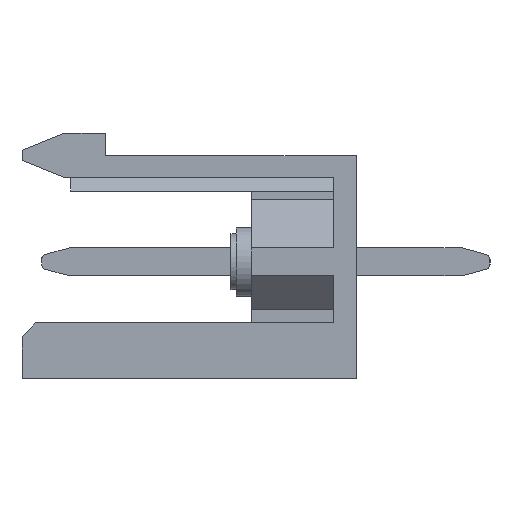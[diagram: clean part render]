
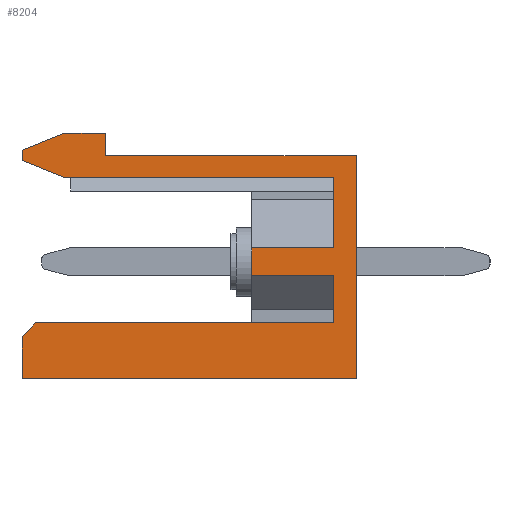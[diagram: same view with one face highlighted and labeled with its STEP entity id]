
A CAD part, left-side view. The second image highlights one B-rep face of the part: STEP entity #8204.
In plain terms, the highlighted planar face has unit normal (-1, 0, 0).
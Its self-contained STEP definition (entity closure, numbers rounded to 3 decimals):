
#166 = CARTESIAN_POINT ( 'NONE',  ( 0., 0., 0. ) ) ;
#274 = ORIENTED_EDGE ( 'NONE', *, *, #18559, .F. ) ;
#441 = ORIENTED_EDGE ( 'NONE', *, *, #21810, .T. ) ;
#577 = CARTESIAN_POINT ( 'NONE',  ( 0., 3.75, -3.31 ) ) ;
#770 = CARTESIAN_POINT ( 'NONE',  ( 0., 12., -0.17 ) ) ;
#781 = VECTOR ( 'NONE', #14669, 1000. ) ;
#847 = CARTESIAN_POINT ( 'NONE',  ( 0., 12., 0.2 ) ) ;
#923 = ORIENTED_EDGE ( 'NONE', *, *, #12887, .F. ) ;
#1004 = CARTESIAN_POINT ( 'NONE',  ( 0., 0.8, -0.77 ) ) ;
#1372 = LINE ( 'NONE', #16252, #781 ) ;
#1669 = EDGE_CURVE ( 'NONE', #17063, #18075, #15305, .T. ) ;
#1846 = EDGE_CURVE ( 'NONE', #3269, #3286, #11565, .T. ) ;
#1856 = EDGE_CURVE ( 'NONE', #13141, #12606, #19911, .T. ) ;
#2540 = ORIENTED_EDGE ( 'NONE', *, *, #7349, .F. ) ;
#2763 = ORIENTED_EDGE ( 'NONE', *, *, #4586, .T. ) ;
#3064 = ORIENTED_EDGE ( 'NONE', *, *, #8275, .T. ) ;
#3140 = LINE ( 'NONE', #9382, #12193 ) ;
#3269 = VERTEX_POINT ( 'NONE', #9342 ) ;
#3286 = VERTEX_POINT ( 'NONE', #9387 ) ;
#3351 = AXIS2_PLACEMENT_3D ( 'NONE', #3978, #4169, #4260 ) ;
#3652 = LINE ( 'NONE', #19992, #12669 ) ;
#3722 = PLANE ( 'NONE',  #3351 ) ;
#3846 = ORIENTED_EDGE ( 'NONE', *, *, #20665, .F. ) ;
#3853 = VECTOR ( 'NONE', #10137, 1000. ) ;
#3978 = CARTESIAN_POINT ( 'NONE',  ( 0., 0., 0. ) ) ;
#4025 = DIRECTION ( 'NONE',  ( 0., 0.928, 0.371 ) ) ;
#4169 = DIRECTION ( 'NONE',  ( 1., 0., 0. ) ) ;
#4260 = DIRECTION ( 'NONE',  ( 0., 0., -1. ) ) ;
#4575 = CARTESIAN_POINT ( 'NONE',  ( 0., 10.5, 0.8 ) ) ;
#4586 = EDGE_CURVE ( 'NONE', #22225, #12151, #5503, .T. ) ;
#5503 = LINE ( 'NONE', #11898, #13840 ) ;
#5506 = EDGE_CURVE ( 'NONE', #18075, #18153, #3140, .T. ) ;
#5628 = CARTESIAN_POINT ( 'NONE',  ( 0., 9.01, 0. ) ) ;
#5723 = VECTOR ( 'NONE', #12067, 1000. ) ;
#5792 = CARTESIAN_POINT ( 'NONE',  ( 0., 3.75, -3.31 ) ) ;
#5897 = VECTOR ( 'NONE', #21478, 1000. ) ;
#6503 = VECTOR ( 'NONE', #14518, 1000. ) ;
#6659 = CARTESIAN_POINT ( 'NONE',  ( 0., 0.8, -4.31 ) ) ;
#6778 = VECTOR ( 'NONE', #20047, 1000. ) ;
#6875 = CARTESIAN_POINT ( 'NONE',  ( 0., 12., -6.5 ) ) ;
#7072 = VECTOR ( 'NONE', #17691, 1000. ) ;
#7318 = CARTESIAN_POINT ( 'NONE',  ( 0., 3.75, -4.31 ) ) ;
#7349 = EDGE_CURVE ( 'NONE', #13280, #17063, #10743, .T. ) ;
#7443 = CARTESIAN_POINT ( 'NONE',  ( 0., 9.01, 0.8 ) ) ;
#7908 = ORIENTED_EDGE ( 'NONE', *, *, #14004, .F. ) ;
#7950 = VECTOR ( 'NONE', #13411, 1000. ) ;
#8124 = DIRECTION ( 'NONE',  ( 0., -0.928, 0.371 ) ) ;
#8204 = ADVANCED_FACE ( 'NONE', ( #15240 ), #3722, .F. ) ;
#8275 = EDGE_CURVE ( 'NONE', #19201, #22225, #14484, .T. ) ;
#8446 = ORIENTED_EDGE ( 'NONE', *, *, #13485, .F. ) ;
#9095 = LINE ( 'NONE', #11722, #21928 ) ;
#9280 = DIRECTION ( 'NONE',  ( 0., 0., 1. ) ) ;
#9342 = CARTESIAN_POINT ( 'NONE',  ( 0., 10.5, 0.8 ) ) ;
#9382 = CARTESIAN_POINT ( 'NONE',  ( 0., 12., -8. ) ) ;
#9387 = CARTESIAN_POINT ( 'NONE',  ( 0., 9.01, 0.8 ) ) ;
#9451 = CARTESIAN_POINT ( 'NONE',  ( 0., 11.5, -6. ) ) ;
#9544 = ORIENTED_EDGE ( 'NONE', *, *, #15343, .F. ) ;
#10026 = VECTOR ( 'NONE', #14934, 1000. ) ;
#10137 = DIRECTION ( 'NONE',  ( 0., 0., 1. ) ) ;
#10743 = LINE ( 'NONE', #166, #5897 ) ;
#10773 = VECTOR ( 'NONE', #14361, 1000. ) ;
#10904 = CARTESIAN_POINT ( 'NONE',  ( 0., 0.8, -6. ) ) ;
#11076 = EDGE_CURVE ( 'NONE', #12054, #12151, #15108, .T. ) ;
#11565 = LINE ( 'NONE', #4575, #6778 ) ;
#11568 = ORIENTED_EDGE ( 'NONE', *, *, #5506, .F. ) ;
#11722 = CARTESIAN_POINT ( 'NONE',  ( 0., 11.5, -6. ) ) ;
#11771 = DIRECTION ( 'NONE',  ( 0., -1., 0. ) ) ;
#11784 = CARTESIAN_POINT ( 'NONE',  ( 0., 12., -0.17 ) ) ;
#11842 = LINE ( 'NONE', #10904, #7072 ) ;
#11898 = CARTESIAN_POINT ( 'NONE',  ( 0., 3.75, -4.31 ) ) ;
#11920 = ORIENTED_EDGE ( 'NONE', *, *, #1846, .F. ) ;
#11941 = CARTESIAN_POINT ( 'NONE',  ( 0., 0.8, -0.77 ) ) ;
#12015 = EDGE_CURVE ( 'NONE', #12606, #3269, #3652, .T. ) ;
#12054 = VERTEX_POINT ( 'NONE', #18492 ) ;
#12067 = DIRECTION ( 'NONE',  ( 0., 0., 1. ) ) ;
#12075 = ORIENTED_EDGE ( 'NONE', *, *, #11076, .F. ) ;
#12151 = VERTEX_POINT ( 'NONE', #6659 ) ;
#12193 = VECTOR ( 'NONE', #9280, 1000. ) ;
#12345 = ORIENTED_EDGE ( 'NONE', *, *, #1669, .F. ) ;
#12380 = VERTEX_POINT ( 'NONE', #17781 ) ;
#12477 = VERTEX_POINT ( 'NONE', #19758 ) ;
#12606 = VERTEX_POINT ( 'NONE', #847 ) ;
#12626 = VECTOR ( 'NONE', #4025, 1000. ) ;
#12669 = VECTOR ( 'NONE', #8124, 1000. ) ;
#12841 = VERTEX_POINT ( 'NONE', #15728 ) ;
#12887 = EDGE_CURVE ( 'NONE', #13502, #12054, #11842, .T. ) ;
#13141 = VERTEX_POINT ( 'NONE', #11784 ) ;
#13280 = VERTEX_POINT ( 'NONE', #18849 ) ;
#13411 = DIRECTION ( 'NONE',  ( 0., 0., 1. ) ) ;
#13425 = VERTEX_POINT ( 'NONE', #5628 ) ;
#13461 = DIRECTION ( 'NONE',  ( 0., 0.707, -0.707 ) ) ;
#13485 = EDGE_CURVE ( 'NONE', #12841, #13141, #16555, .T. ) ;
#13502 = VERTEX_POINT ( 'NONE', #9451 ) ;
#13522 = LINE ( 'NONE', #21138, #21734 ) ;
#13840 = VECTOR ( 'NONE', #11771, 1000. ) ;
#13842 = CARTESIAN_POINT ( 'NONE',  ( 0., 12., -8. ) ) ;
#14004 = EDGE_CURVE ( 'NONE', #3286, #13425, #16322, .T. ) ;
#14361 = DIRECTION ( 'NONE',  ( 0., 1., 0. ) ) ;
#14484 = LINE ( 'NONE', #21375, #18344 ) ;
#14518 = DIRECTION ( 'NONE',  ( 0., 0., -1. ) ) ;
#14618 = LINE ( 'NONE', #577, #10026 ) ;
#14669 = DIRECTION ( 'NONE',  ( 0., -1., 0. ) ) ;
#14682 = CARTESIAN_POINT ( 'NONE',  ( 0., 12., -0.17 ) ) ;
#14934 = DIRECTION ( 'NONE',  ( 0., -1., 0. ) ) ;
#15108 = LINE ( 'NONE', #11941, #5723 ) ;
#15240 = FACE_OUTER_BOUND ( 'NONE', #20365, .T. ) ;
#15305 = LINE ( 'NONE', #22503, #10773 ) ;
#15343 = EDGE_CURVE ( 'NONE', #12380, #12477, #22133, .T. ) ;
#15728 = CARTESIAN_POINT ( 'NONE',  ( 0., 10.5, -0.77 ) ) ;
#16252 = CARTESIAN_POINT ( 'NONE',  ( 0., 9.01, 0. ) ) ;
#16322 = LINE ( 'NONE', #7443, #6503 ) ;
#16555 = LINE ( 'NONE', #14682, #12626 ) ;
#17063 = VERTEX_POINT ( 'NONE', #20819 ) ;
#17691 = DIRECTION ( 'NONE',  ( 0., -1., 0. ) ) ;
#17781 = CARTESIAN_POINT ( 'NONE',  ( 0., 0.8, -3.31 ) ) ;
#17894 = DIRECTION ( 'NONE',  ( 0., 1., 0. ) ) ;
#18075 = VERTEX_POINT ( 'NONE', #13842 ) ;
#18153 = VERTEX_POINT ( 'NONE', #6875 ) ;
#18344 = VECTOR ( 'NONE', #21446, 1000. ) ;
#18492 = CARTESIAN_POINT ( 'NONE',  ( 0., 0.8, -6. ) ) ;
#18559 = EDGE_CURVE ( 'NONE', #19201, #12380, #14618, .T. ) ;
#18849 = CARTESIAN_POINT ( 'NONE',  ( 0., 0., 0. ) ) ;
#19201 = VERTEX_POINT ( 'NONE', #5792 ) ;
#19758 = CARTESIAN_POINT ( 'NONE',  ( 0., 0.8, -0.77 ) ) ;
#19864 = ORIENTED_EDGE ( 'NONE', *, *, #19957, .F. ) ;
#19911 = LINE ( 'NONE', #770, #7950 ) ;
#19957 = EDGE_CURVE ( 'NONE', #13425, #13280, #1372, .T. ) ;
#19992 = CARTESIAN_POINT ( 'NONE',  ( 0., 10.5, 0.8 ) ) ;
#20047 = DIRECTION ( 'NONE',  ( 0., -1., 0. ) ) ;
#20365 = EDGE_LOOP ( 'NONE', ( #923, #441, #11568, #12345, #2540, #19864, #7908, #11920, #22056, #21154, #8446, #3846, #9544, #274, #3064, #2763, #12075 ) ) ;
#20665 = EDGE_CURVE ( 'NONE', #12477, #12841, #13522, .T. ) ;
#20819 = CARTESIAN_POINT ( 'NONE',  ( 0., 0., -8. ) ) ;
#21138 = CARTESIAN_POINT ( 'NONE',  ( 0., 10.5, -0.77 ) ) ;
#21154 = ORIENTED_EDGE ( 'NONE', *, *, #1856, .F. ) ;
#21375 = CARTESIAN_POINT ( 'NONE',  ( 0., 3.75, -3.31 ) ) ;
#21446 = DIRECTION ( 'NONE',  ( 0., 0., -1. ) ) ;
#21478 = DIRECTION ( 'NONE',  ( 0., 0., -1. ) ) ;
#21734 = VECTOR ( 'NONE', #17894, 1000. ) ;
#21810 = EDGE_CURVE ( 'NONE', #13502, #18153, #9095, .T. ) ;
#21928 = VECTOR ( 'NONE', #13461, 1000. ) ;
#22056 = ORIENTED_EDGE ( 'NONE', *, *, #12015, .F. ) ;
#22133 = LINE ( 'NONE', #1004, #3853 ) ;
#22225 = VERTEX_POINT ( 'NONE', #7318 ) ;
#22503 = CARTESIAN_POINT ( 'NONE',  ( 0., 0., -8. ) ) ;
